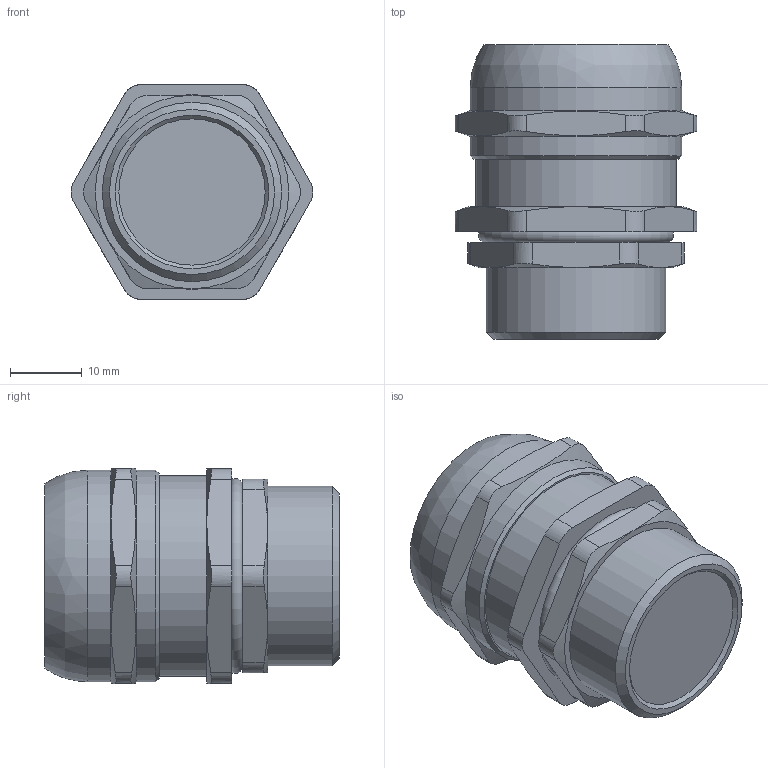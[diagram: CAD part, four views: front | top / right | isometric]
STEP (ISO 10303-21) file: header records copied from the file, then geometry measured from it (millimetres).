
FILE_DESCRIPTION(/* description */ (''),/* implementation_level */ '2;1');
FILE_NAME(/* name */ '',/* time_stamp */ '2024-02-28T14:06:38+07:00',/* author */ ('zeta-09'),/* organization */ (''),/* preprocessor_version */ 'ST-DEVELOPER v19.2',/* originating_system */ 'Autodesk Inventor 2024',/* authorisation */ '');
FILE_SCHEMA (('AUTOMOTIVE_DESIGN { 1 0 10303 214 3 1 1 }'));
Length unit declared in the file: millimetre
Products named in the file (1): Деталь18
Bounding box: 33.71 x 41.11 x 30 mm (x, y, z)
Volume: 25368.3 mm3; surface area: 5484.2 mm2
Topology: 1 solids, 1 shells, 69 faces, 166 edges, 106 vertices
Faces by surface type: plane 27, cylinder 22, cone 17, torus 2, bspline 1
Full cylindrical faces by diameter (mm): 25 x1, 28 x1, 29.5 x2
Entity records: 2275 total; most frequent: CARTESIAN_POINT 658, ORIENTED_EDGE 332, DIRECTION 289, EDGE_CURVE 166, AXIS2_PLACEMENT_3D 116, VERTEX_POINT 106, EDGE_LOOP 76, FACE_OUTER_BOUND 69
